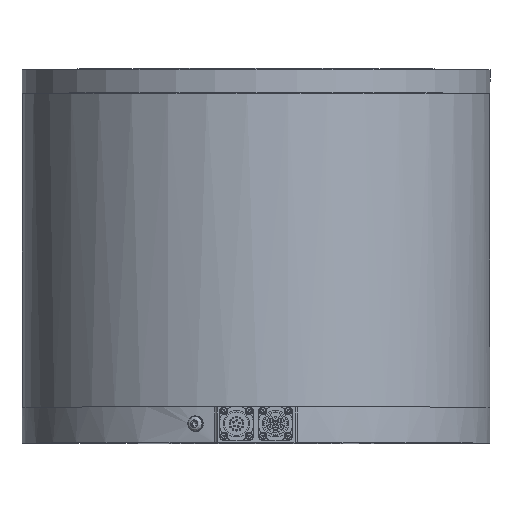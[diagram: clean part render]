
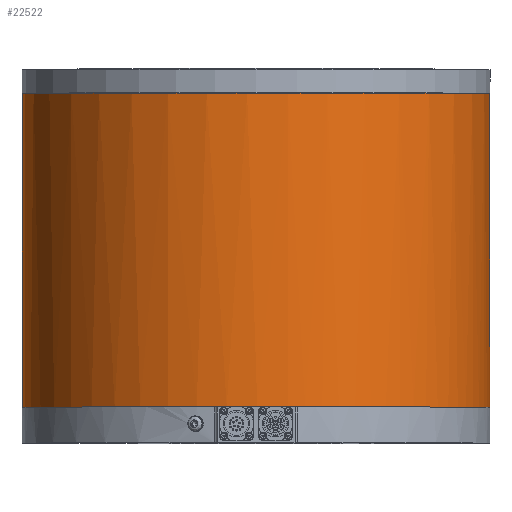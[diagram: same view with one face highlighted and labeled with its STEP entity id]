
A CAD part, top view. The second image highlights one B-rep face of the part: STEP entity #22522.
In plain terms, the highlighted cylindrical face has radius 149.75 mm (diameter 299.5 mm), a full revolution.
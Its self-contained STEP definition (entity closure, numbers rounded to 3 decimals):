
#287 = CIRCLE ( 'NONE', #21040, 149.75 ) ;
#2042 = CARTESIAN_POINT ( 'NONE',  ( 149.75, -66., 0. ) ) ;
#2818 = ORIENTED_EDGE ( 'NONE', *, *, #21841, .T. ) ;
#3758 = CARTESIAN_POINT ( 'NONE',  ( 20.371, 135., 148.358 ) ) ;
#4764 = DIRECTION ( 'NONE',  ( 0., 1., 0. ) ) ;
#4810 = DIRECTION ( 'NONE',  ( 0.136, 0., 0.991 ) ) ;
#4877 = AXIS2_PLACEMENT_3D ( 'NONE', #22221, #20235, #4810 ) ;
#4905 = CIRCLE ( 'NONE', #19217, 149.75 ) ;
#5001 = EDGE_LOOP ( 'NONE', ( #2818 ) ) ;
#6778 = VERTEX_POINT ( 'NONE', #3758 ) ;
#8545 = FACE_OUTER_BOUND ( 'NONE', #5001, .T. ) ;
#10906 = CARTESIAN_POINT ( 'NONE',  ( 0., 135., 0. ) ) ;
#12823 = DIRECTION ( 'NONE',  ( 0.136, 0., 0.991 ) ) ;
#13065 = CYLINDRICAL_SURFACE ( 'NONE', #4877, 149.75 ) ;
#13650 = FACE_OUTER_BOUND ( 'NONE', #13868, .T. ) ;
#13868 = EDGE_LOOP ( 'NONE', ( #20592 ) ) ;
#16345 = CARTESIAN_POINT ( 'NONE',  ( 0., -66., 0. ) ) ;
#17331 = VERTEX_POINT ( 'NONE', #2042 ) ;
#18274 = DIRECTION ( 'NONE',  ( 1., 0., 0. ) ) ;
#19217 = AXIS2_PLACEMENT_3D ( 'NONE', #10906, #24398, #12823 ) ;
#20235 = DIRECTION ( 'NONE',  ( 0., 1., 0. ) ) ;
#20345 = EDGE_CURVE ( 'NONE', #6778, #6778, #4905, .T. ) ;
#20592 = ORIENTED_EDGE ( 'NONE', *, *, #20345, .F. ) ;
#21040 = AXIS2_PLACEMENT_3D ( 'NONE', #16345, #4764, #18274 ) ;
#21841 = EDGE_CURVE ( 'NONE', #17331, #17331, #287, .T. ) ;
#22221 = CARTESIAN_POINT ( 'NONE',  ( 0., 202.452, 0. ) ) ;
#22522 = ADVANCED_FACE ( 'NONE', ( #13650, #8545 ), #13065, .T. ) ;
#24398 = DIRECTION ( 'NONE',  ( 0., 1., 0. ) ) ;
